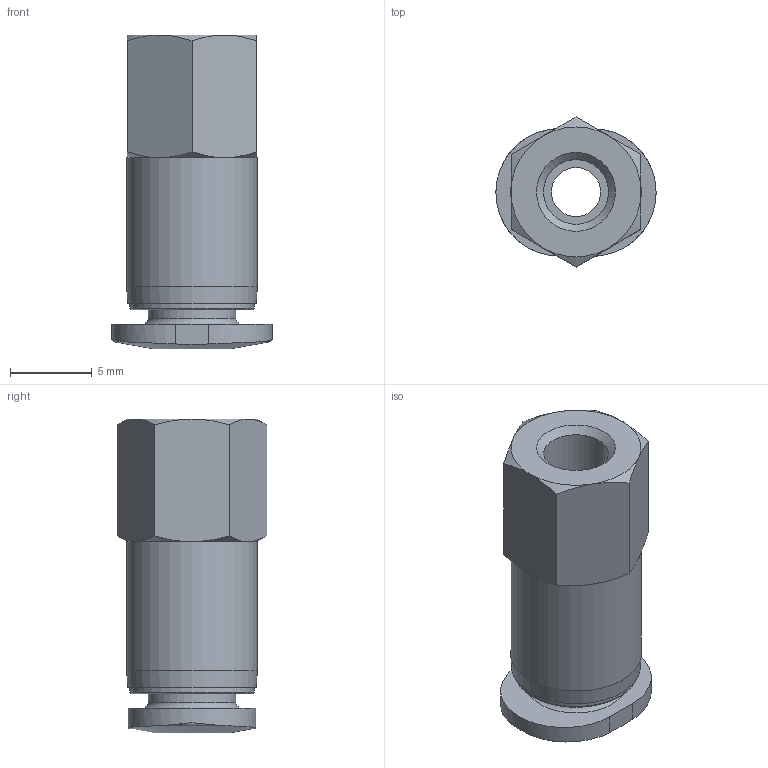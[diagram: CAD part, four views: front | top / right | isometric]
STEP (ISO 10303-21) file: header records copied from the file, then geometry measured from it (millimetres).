
FILE_DESCRIPTION(/* description */ ('STEP AP214'),/* implementation_level */ '2;1');
FILE_NAME(/* name */ '572283_QBMF-10-32-UNF-5_32-U',/* time_stamp */ '2024-09-14T03:30:12+02:00',/* author */ ('License CC BY-ND 4.0'),/* organization */ ('CADENAS'),/* preprocessor_version */ 'ST-DEVELOPER v19.3',/* originating_system */ 'PARTsolutions',/* authorisation */ ' ');
FILE_SCHEMA (('AUTOMOTIVE_DESIGN {1 0 10303 214 3 1 1}'));
Length unit declared in the file: millimetre
Products named in the file (1): 572283 QBMF-10-32-UNF-5/32-U
Bounding box: 9.8 x 9.17 x 19.2 mm (x, y, z)
Volume: 747.4 mm3; surface area: 884.4 mm2
Topology: 1 solids, 1 shells, 43 faces, 93 edges, 57 vertices
Faces by surface type: plane 15, cone 15, cylinder 8, torus 5
Full cylindrical faces by diameter (mm): 3 x1, 3.967 x1, 3.969 x1, 5.369 x1, 7.6 x1, 8 x1
Entity records: 1445 total; most frequent: CARTESIAN_POINT 280, DIRECTION 166, ORIENTED_EDGE 158, EDGE_CURVE 79, AXIS2_PLACEMENT_3D 77, EDGE_LOOP 62, FACE_BOUND 62, VERTEX_POINT 55
